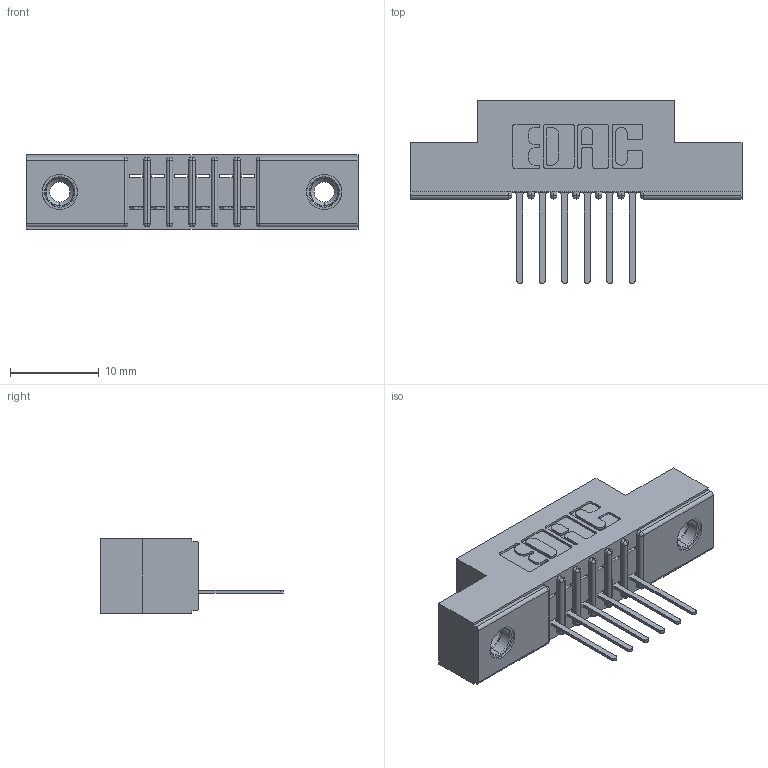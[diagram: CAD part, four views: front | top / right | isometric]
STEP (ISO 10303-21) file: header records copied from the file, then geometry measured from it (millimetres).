
FILE_DESCRIPTION (( 'STEP AP203' ), '1' );
FILE_NAME ('341-006-522-108.STEP', '2019-08-09T15:43:03', ( '' ), ( '' ), 'SwSTEP 2.0', 'SolidWorks 2016', '' );
FILE_SCHEMA (( 'CONFIG_CONTROL_DESIGN' ));
Length unit declared in the file: inch
Products named in the file (4): 341-292-001_341-292-122; 341-006-522-108; 341 Part_.156 (3.96) Dia Mounting Holes; 345-250-001_345-250-003-102
Assembly tree (9 placements, depth 2):
  341-006-522-108
    341 Part_.156 (3.96) Dia Mounting Holes
    341-292-001_341-292-122  x6
    345-250-001_345-250-003-102  x2
Bounding box: 37.47 x 20.62 x 8.38 mm (x, y, z)
Volume: 2135.3 mm3; surface area: 3248.8 mm2
Topology: 9 solids, 9 shells, 668 faces, 1874 edges, 1202 vertices
Faces by surface type: plane 406, cylinder 222, sphere 14, torus 14, cone 12
Entity records: 13050 total; most frequent: CARTESIAN_POINT 2179, ORIENTED_EDGE 2160, DIRECTION 2144, EDGE_CURVE 1080, LINE 830, VECTOR 830, VERTEX_POINT 692, AXIS2_PLACEMENT_3D 657
